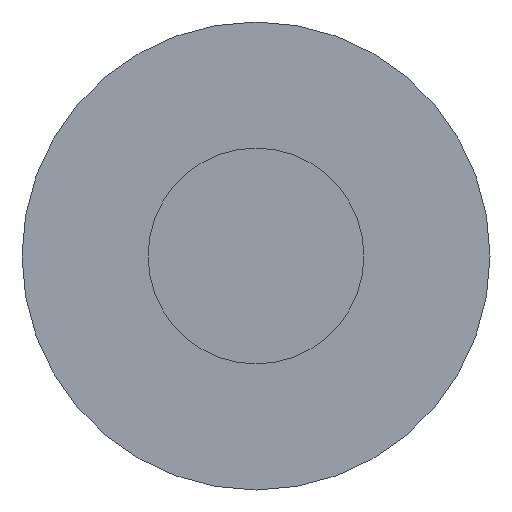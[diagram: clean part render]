
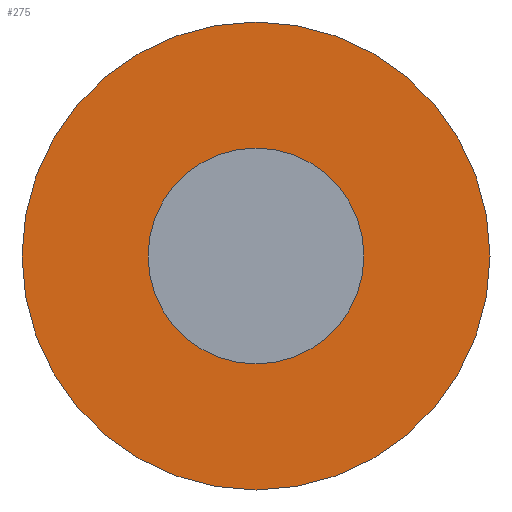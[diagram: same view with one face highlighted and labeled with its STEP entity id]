
A CAD part, front view. The second image highlights one B-rep face of the part: STEP entity #275.
In plain terms, the highlighted planar face has unit normal (0, -1, 0).
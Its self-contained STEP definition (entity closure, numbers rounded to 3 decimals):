
#15 = EDGE_CURVE ( 'NONE', #222, #529, #23, .T. ) ;
#23 = CIRCLE ( 'NONE', #648, 3. ) ;
#51 = AXIS2_PLACEMENT_3D ( 'NONE', #88, #365, #574 ) ;
#56 = CARTESIAN_POINT ( 'NONE',  ( -3., 0., 0. ) ) ;
#71 = CARTESIAN_POINT ( 'NONE',  ( 0., 0., 6.5 ) ) ;
#88 = CARTESIAN_POINT ( 'NONE',  ( 0., 0., 0. ) ) ;
#99 = EDGE_CURVE ( 'NONE', #529, #222, #210, .T. ) ;
#122 = CIRCLE ( 'NONE', #51, 6.5 ) ;
#123 = ORIENTED_EDGE ( 'NONE', *, *, #15, .F. ) ;
#131 = DIRECTION ( 'NONE',  ( 0., 0., -1. ) ) ;
#140 = CIRCLE ( 'NONE', #472, 6.5 ) ;
#183 = CARTESIAN_POINT ( 'NONE',  ( 0., 0., 0. ) ) ;
#197 = DIRECTION ( 'NONE',  ( 0., 0., -1. ) ) ;
#210 = CIRCLE ( 'NONE', #593, 3. ) ;
#222 = VERTEX_POINT ( 'NONE', #504 ) ;
#235 = FACE_OUTER_BOUND ( 'NONE', #303, .T. ) ;
#267 = VERTEX_POINT ( 'NONE', #671 ) ;
#274 = DIRECTION ( 'NONE',  ( 0., 0., 1. ) ) ;
#275 = ADVANCED_FACE ( 'NONE', ( #453, #235 ), #383, .F. ) ;
#287 = CARTESIAN_POINT ( 'NONE',  ( 0., 0., 3. ) ) ;
#303 = EDGE_LOOP ( 'NONE', ( #380, #551 ) ) ;
#307 = DIRECTION ( 'NONE',  ( 0., -1., 0. ) ) ;
#322 = VERTEX_POINT ( 'NONE', #71 ) ;
#329 = EDGE_LOOP ( 'NONE', ( #123, #644 ) ) ;
#359 = EDGE_CURVE ( 'NONE', #322, #267, #122, .T. ) ;
#365 = DIRECTION ( 'NONE',  ( 0., -1., 0. ) ) ;
#380 = ORIENTED_EDGE ( 'NONE', *, *, #420, .T. ) ;
#383 = PLANE ( 'NONE',  #577 ) ;
#409 = DIRECTION ( 'NONE',  ( 0., 0., -1. ) ) ;
#420 = EDGE_CURVE ( 'NONE', #267, #322, #140, .T. ) ;
#453 = FACE_BOUND ( 'NONE', #329, .T. ) ;
#472 = AXIS2_PLACEMENT_3D ( 'NONE', #518, #307, #197 ) ;
#504 = CARTESIAN_POINT ( 'NONE',  ( 0., 0., -3. ) ) ;
#518 = CARTESIAN_POINT ( 'NONE',  ( 0., 0., 0. ) ) ;
#529 = VERTEX_POINT ( 'NONE', #287 ) ;
#548 = DIRECTION ( 'NONE',  ( 0., -1., 0. ) ) ;
#551 = ORIENTED_EDGE ( 'NONE', *, *, #359, .T. ) ;
#556 = DIRECTION ( 'NONE',  ( 0., -1., 0. ) ) ;
#570 = CARTESIAN_POINT ( 'NONE',  ( 0., 0., 0. ) ) ;
#574 = DIRECTION ( 'NONE',  ( 0., 0., -1. ) ) ;
#577 = AXIS2_PLACEMENT_3D ( 'NONE', #56, #664, #274 ) ;
#593 = AXIS2_PLACEMENT_3D ( 'NONE', #183, #548, #409 ) ;
#644 = ORIENTED_EDGE ( 'NONE', *, *, #99, .F. ) ;
#648 = AXIS2_PLACEMENT_3D ( 'NONE', #570, #556, #131 ) ;
#664 = DIRECTION ( 'NONE',  ( 0., 1., 0. ) ) ;
#671 = CARTESIAN_POINT ( 'NONE',  ( 0., 0., -6.5 ) ) ;
